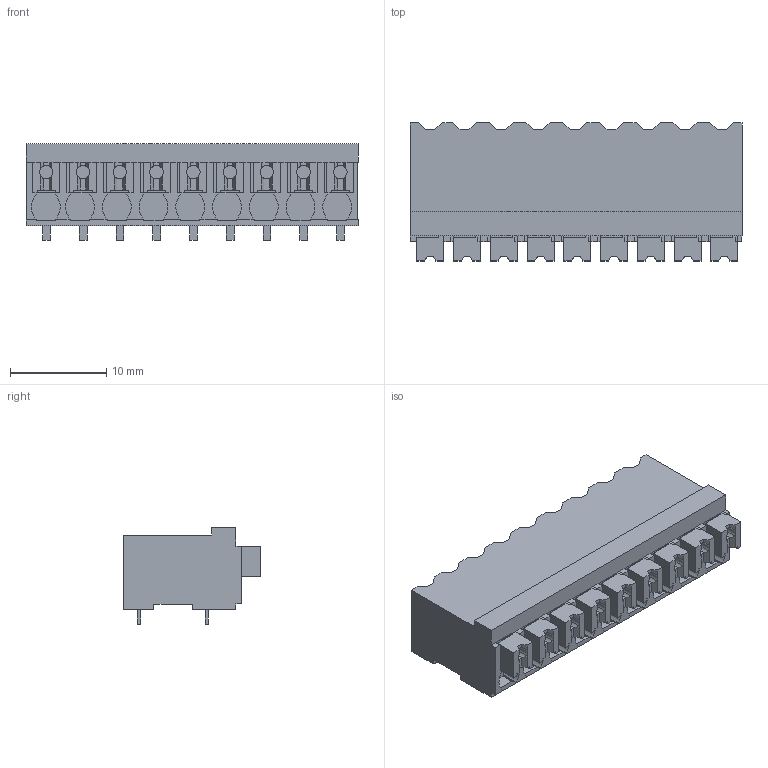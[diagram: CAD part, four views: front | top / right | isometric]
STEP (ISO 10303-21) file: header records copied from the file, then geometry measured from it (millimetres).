
FILE_DESCRIPTION(('CATIA V5 STEP Exchange','CAx-IF Rec.Pracs.--- Model Styling and Organization---1.2---2011-12-15'),'2;1');
FILE_NAME ('D1457801_0', '2018-03-15T05:49:53+00:00', ('none'), ('Weidmueller'), 'CATIA Version 5-6 Release 2014', 'CATIA V5 STEP AP214', 'none');
FILE_SCHEMA(('AUTOMOTIVE_DESIGN { 1 0 10303 214 1 1 1 1 }'));
Length unit declared in the file: millimetre
Products named in the file (1): 1869430000
Bounding box: 34.41 x 14.3 x 10 mm (x, y, z)
Volume: 2941.9 mm3; surface area: 2765.4 mm2
Topology: 28 solids, 28 shells, 700 faces, 1966 edges, 1313 vertices
Faces by surface type: plane 592, cylinder 108
Entity records: 20556 total; most frequent: CARTESIAN_POINT 3953, ORIENTED_EDGE 3932, DIRECTION 2592, EDGE_CURVE 1966, VECTOR 1741, LINE 1741, VERTEX_POINT 1313, EDGE_LOOP 709
